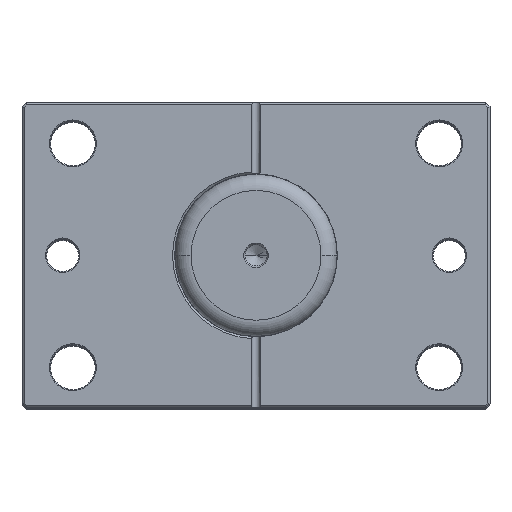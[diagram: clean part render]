
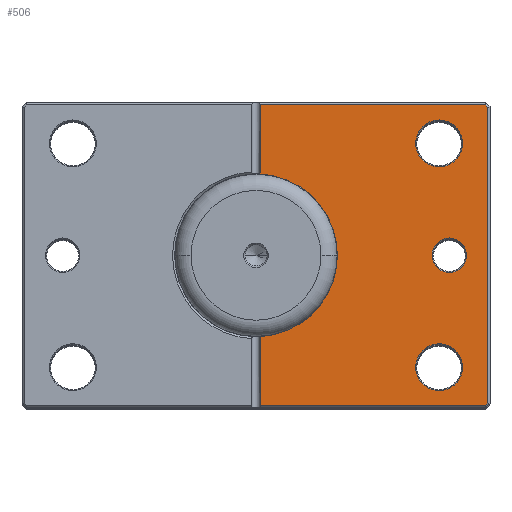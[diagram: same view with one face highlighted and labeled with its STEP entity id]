
A CAD part, top view. The second image highlights one B-rep face of the part: STEP entity #506.
In plain terms, the highlighted face is planar.
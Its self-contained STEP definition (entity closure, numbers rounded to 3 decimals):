
#150 = ORIENTED_EDGE ( 'NONE', *, *, #5252, .T. ) ;
#185 = CARTESIAN_POINT ( 'NONE',  ( -90., 55., 0. ) ) ;
#259 = VECTOR ( 'NONE', #941, 1000. ) ;
#260 = CARTESIAN_POINT ( 'NONE',  ( -2., -39.95, 0. ) ) ;
#400 = ORIENTED_EDGE ( 'NONE', *, *, #5497, .T. ) ;
#433 = LINE ( 'NONE', #6540, #259 ) ;
#482 = ORIENTED_EDGE ( 'NONE', *, *, #4805, .T. ) ;
#506 = ADVANCED_FACE ( 'NONE', ( #2210, #5197, #704, #528 ), #6691, .F. ) ;
#528 = FACE_OUTER_BOUND ( 'NONE', #5485, .T. ) ;
#654 = EDGE_CURVE ( 'NONE', #6853, #1467, #3163, .T. ) ;
#704 = FACE_BOUND ( 'NONE', #982, .T. ) ;
#748 = DIRECTION ( 'NONE',  ( 0., 0., 1. ) ) ;
#752 = VERTEX_POINT ( 'NONE', #3855 ) ;
#852 = CARTESIAN_POINT ( 'NONE',  ( 0., 0., 0. ) ) ;
#941 = DIRECTION ( 'NONE',  ( -1., 0., 0. ) ) ;
#954 = CARTESIAN_POINT ( 'NONE',  ( -93.293, 93.293, 0. ) ) ;
#982 = EDGE_LOOP ( 'NONE', ( #1561, #7159 ) ) ;
#1031 = EDGE_CURVE ( 'NONE', #1433, #6836, #1094, .T. ) ;
#1094 = CIRCLE ( 'NONE', #1780, 11.5 ) ;
#1139 = EDGE_CURVE ( 'NONE', #1996, #752, #2407, .T. ) ;
#1186 = EDGE_CURVE ( 'NONE', #3396, #5590, #6195, .T. ) ;
#1239 = LINE ( 'NONE', #3516, #3860 ) ;
#1249 = CARTESIAN_POINT ( 'NONE',  ( -114., 0., 0. ) ) ;
#1254 = CARTESIAN_POINT ( 'NONE',  ( -78.5, 55., 0. ) ) ;
#1283 = VERTEX_POINT ( 'NONE', #1982 ) ;
#1296 = ORIENTED_EDGE ( 'NONE', *, *, #3148, .T. ) ;
#1310 = CARTESIAN_POINT ( 'NONE',  ( -101.5, 55., 0. ) ) ;
#1328 = VECTOR ( 'NONE', #5623, 1000. ) ;
#1433 = VERTEX_POINT ( 'NONE', #1569 ) ;
#1441 = DIRECTION ( 'NONE',  ( 1., 0., 0. ) ) ;
#1467 = VERTEX_POINT ( 'NONE', #7010 ) ;
#1561 = ORIENTED_EDGE ( 'NONE', *, *, #2437, .T. ) ;
#1569 = CARTESIAN_POINT ( 'NONE',  ( -101.5, -55., 0. ) ) ;
#1730 = CIRCLE ( 'NONE', #2072, 40. ) ;
#1749 = CARTESIAN_POINT ( 'NONE',  ( 0., 74., 0. ) ) ;
#1770 = CIRCLE ( 'NONE', #6710, 8.5 ) ;
#1780 = AXIS2_PLACEMENT_3D ( 'NONE', #3619, #3062, #6430 ) ;
#1982 = CARTESIAN_POINT ( 'NONE',  ( -2., -74., 0. ) ) ;
#1996 = VERTEX_POINT ( 'NONE', #3723 ) ;
#2042 = DIRECTION ( 'NONE',  ( 0., 0., 1. ) ) ;
#2070 = VECTOR ( 'NONE', #4328, 1000. ) ;
#2072 = AXIS2_PLACEMENT_3D ( 'NONE', #2927, #6849, #3472 ) ;
#2098 = VECTOR ( 'NONE', #2369, 1000. ) ;
#2210 = FACE_BOUND ( 'NONE', #6602, .T. ) ;
#2369 = DIRECTION ( 'NONE',  ( 0., 1., 0. ) ) ;
#2370 = VERTEX_POINT ( 'NONE', #4438 ) ;
#2407 = LINE ( 'NONE', #3700, #6529 ) ;
#2437 = EDGE_CURVE ( 'NONE', #4099, #6264, #2554, .T. ) ;
#2543 = LINE ( 'NONE', #1749, #6673 ) ;
#2554 = CIRCLE ( 'NONE', #5642, 11.5 ) ;
#2573 = VERTEX_POINT ( 'NONE', #3660 ) ;
#2675 = DIRECTION ( 'NONE',  ( 0., 0., 1. ) ) ;
#2820 = CARTESIAN_POINT ( 'NONE',  ( -114., 72.586, 0. ) ) ;
#2872 = EDGE_CURVE ( 'NONE', #3061, #1283, #1239, .T. ) ;
#2927 = CARTESIAN_POINT ( 'NONE',  ( 0., 0., 0. ) ) ;
#3022 = CARTESIAN_POINT ( 'NONE',  ( -78.5, -55., 0. ) ) ;
#3061 = VERTEX_POINT ( 'NONE', #260 ) ;
#3062 = DIRECTION ( 'NONE',  ( 0., 0., 1. ) ) ;
#3099 = DIRECTION ( 'NONE',  ( 0., 0., 1. ) ) ;
#3137 = DIRECTION ( 'NONE',  ( 0., -1., 0. ) ) ;
#3148 = EDGE_CURVE ( 'NONE', #2370, #4801, #1770, .T. ) ;
#3163 = LINE ( 'NONE', #4198, #1328 ) ;
#3221 = EDGE_CURVE ( 'NONE', #4801, #2370, #4205, .T. ) ;
#3273 = ORIENTED_EDGE ( 'NONE', *, *, #654, .T. ) ;
#3328 = CARTESIAN_POINT ( 'NONE',  ( -90., -55., 0. ) ) ;
#3396 = VERTEX_POINT ( 'NONE', #2820 ) ;
#3472 = DIRECTION ( 'NONE',  ( 1., 0., 0. ) ) ;
#3516 = CARTESIAN_POINT ( 'NONE',  ( -2., 75., 0. ) ) ;
#3517 = EDGE_CURVE ( 'NONE', #1467, #3396, #6570, .T. ) ;
#3619 = CARTESIAN_POINT ( 'NONE',  ( -90., -55., 0. ) ) ;
#3660 = CARTESIAN_POINT ( 'NONE',  ( -40., 0., 0. ) ) ;
#3700 = CARTESIAN_POINT ( 'NONE',  ( -2., 75., 0. ) ) ;
#3723 = CARTESIAN_POINT ( 'NONE',  ( -2., 74., 0. ) ) ;
#3855 = CARTESIAN_POINT ( 'NONE',  ( -2., 39.95, 0. ) ) ;
#3860 = VECTOR ( 'NONE', #6335, 1000. ) ;
#3891 = DIRECTION ( 'NONE',  ( 1., 0., 0. ) ) ;
#3905 = DIRECTION ( 'NONE',  ( 1., 0., 0. ) ) ;
#3912 = ORIENTED_EDGE ( 'NONE', *, *, #4697, .T. ) ;
#3919 = AXIS2_PLACEMENT_3D ( 'NONE', #6639, #6560, #4823 ) ;
#3996 = ORIENTED_EDGE ( 'NONE', *, *, #1186, .T. ) ;
#4089 = EDGE_CURVE ( 'NONE', #6264, #4099, #5998, .T. ) ;
#4099 = VERTEX_POINT ( 'NONE', #1310 ) ;
#4198 = CARTESIAN_POINT ( 'NONE',  ( -93.293, -93.293, 0. ) ) ;
#4205 = CIRCLE ( 'NONE', #5856, 8.5 ) ;
#4211 = AXIS2_PLACEMENT_3D ( 'NONE', #852, #4798, #1441 ) ;
#4328 = DIRECTION ( 'NONE',  ( 0.707, 0.707, 0. ) ) ;
#4438 = CARTESIAN_POINT ( 'NONE',  ( -103.5, 0., 0. ) ) ;
#4526 = CARTESIAN_POINT ( 'NONE',  ( -86.5, 0., 0. ) ) ;
#4688 = DIRECTION ( 'NONE',  ( 1., 0., 0. ) ) ;
#4697 = EDGE_CURVE ( 'NONE', #1283, #6853, #433, .T. ) ;
#4798 = DIRECTION ( 'NONE',  ( 0., 0., 1. ) ) ;
#4801 = VERTEX_POINT ( 'NONE', #4526 ) ;
#4805 = EDGE_CURVE ( 'NONE', #5590, #1996, #2543, .T. ) ;
#4823 = DIRECTION ( 'NONE',  ( 1., 0., 0. ) ) ;
#4959 = ORIENTED_EDGE ( 'NONE', *, *, #3517, .T. ) ;
#5157 = ORIENTED_EDGE ( 'NONE', *, *, #1139, .T. ) ;
#5163 = CARTESIAN_POINT ( 'NONE',  ( -112.586, 74., 0. ) ) ;
#5197 = FACE_BOUND ( 'NONE', #6640, .T. ) ;
#5252 = EDGE_CURVE ( 'NONE', #2573, #3061, #5542, .T. ) ;
#5282 = CARTESIAN_POINT ( 'NONE',  ( -112.586, -74., 0. ) ) ;
#5412 = CARTESIAN_POINT ( 'NONE',  ( -95., 0., 0. ) ) ;
#5485 = EDGE_LOOP ( 'NONE', ( #3996, #482, #5157, #5611, #150, #6437, #3912, #3273, #4959 ) ) ;
#5497 = EDGE_CURVE ( 'NONE', #6836, #1433, #6881, .T. ) ;
#5542 = CIRCLE ( 'NONE', #4211, 40. ) ;
#5590 = VERTEX_POINT ( 'NONE', #5163 ) ;
#5611 = ORIENTED_EDGE ( 'NONE', *, *, #5615, .T. ) ;
#5615 = EDGE_CURVE ( 'NONE', #752, #2573, #1730, .T. ) ;
#5623 = DIRECTION ( 'NONE',  ( -0.707, 0.707, 0. ) ) ;
#5642 = AXIS2_PLACEMENT_3D ( 'NONE', #185, #748, #4688 ) ;
#5856 = AXIS2_PLACEMENT_3D ( 'NONE', #6046, #2675, #6596 ) ;
#5927 = ORIENTED_EDGE ( 'NONE', *, *, #1031, .T. ) ;
#5965 = DIRECTION ( 'NONE',  ( 1., 0., 0. ) ) ;
#5966 = AXIS2_PLACEMENT_3D ( 'NONE', #3328, #7262, #3905 ) ;
#5998 = CIRCLE ( 'NONE', #6798, 11.5 ) ;
#6046 = CARTESIAN_POINT ( 'NONE',  ( -95., 0., 0. ) ) ;
#6195 = LINE ( 'NONE', #954, #2070 ) ;
#6264 = VERTEX_POINT ( 'NONE', #1254 ) ;
#6335 = DIRECTION ( 'NONE',  ( 0., -1., 0. ) ) ;
#6430 = DIRECTION ( 'NONE',  ( 1., 0., 0. ) ) ;
#6437 = ORIENTED_EDGE ( 'NONE', *, *, #2872, .T. ) ;
#6455 = CARTESIAN_POINT ( 'NONE',  ( -90., 55., 0. ) ) ;
#6529 = VECTOR ( 'NONE', #3137, 1000. ) ;
#6540 = CARTESIAN_POINT ( 'NONE',  ( 0., -74., 0. ) ) ;
#6546 = ORIENTED_EDGE ( 'NONE', *, *, #3221, .T. ) ;
#6560 = DIRECTION ( 'NONE',  ( 0., 0., 1. ) ) ;
#6570 = LINE ( 'NONE', #1249, #2098 ) ;
#6596 = DIRECTION ( 'NONE',  ( 1., 0., 0. ) ) ;
#6602 = EDGE_LOOP ( 'NONE', ( #1296, #6546 ) ) ;
#6639 = CARTESIAN_POINT ( 'NONE',  ( 0., 0., 0. ) ) ;
#6640 = EDGE_LOOP ( 'NONE', ( #5927, #400 ) ) ;
#6673 = VECTOR ( 'NONE', #3891, 1000. ) ;
#6691 = PLANE ( 'NONE',  #3919 ) ;
#6710 = AXIS2_PLACEMENT_3D ( 'NONE', #5412, #2042, #5965 ) ;
#6798 = AXIS2_PLACEMENT_3D ( 'NONE', #6455, #3099, #7017 ) ;
#6836 = VERTEX_POINT ( 'NONE', #3022 ) ;
#6849 = DIRECTION ( 'NONE',  ( 0., 0., 1. ) ) ;
#6853 = VERTEX_POINT ( 'NONE', #5282 ) ;
#6881 = CIRCLE ( 'NONE', #5966, 11.5 ) ;
#7010 = CARTESIAN_POINT ( 'NONE',  ( -114., -72.586, 0. ) ) ;
#7017 = DIRECTION ( 'NONE',  ( 1., 0., 0. ) ) ;
#7159 = ORIENTED_EDGE ( 'NONE', *, *, #4089, .T. ) ;
#7262 = DIRECTION ( 'NONE',  ( 0., 0., 1. ) ) ;
